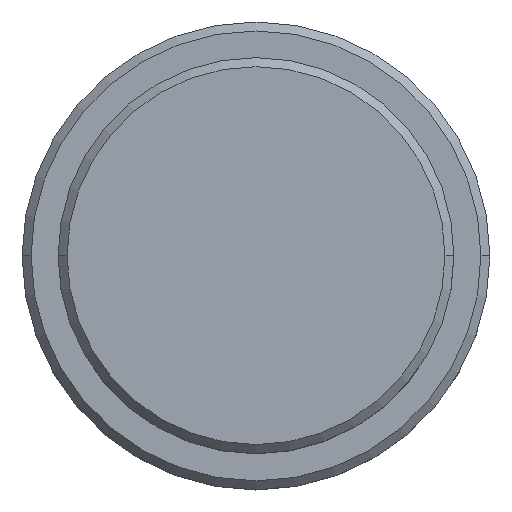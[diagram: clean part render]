
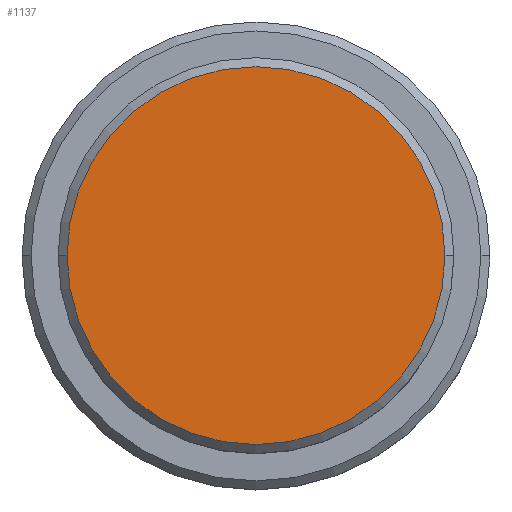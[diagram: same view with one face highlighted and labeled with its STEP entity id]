
A CAD part, top view. The second image highlights one B-rep face of the part: STEP entity #1137.
In plain terms, the highlighted planar face has unit normal (0, 0, 1).
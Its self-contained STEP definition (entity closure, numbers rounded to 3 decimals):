
#4 = DIRECTION ( 'NONE',  ( 0., 0., 1. ) ) ;
#72 = CARTESIAN_POINT ( 'NONE',  ( 10.5, 0., 0. ) ) ;
#142 = ORIENTED_EDGE ( 'NONE', *, *, #1001, .T. ) ;
#197 = CIRCLE ( 'NONE', #425, 10.5 ) ;
#270 = EDGE_LOOP ( 'NONE', ( #142, #543 ) ) ;
#304 = CIRCLE ( 'NONE', #1287, 10.5 ) ;
#391 = CARTESIAN_POINT ( 'NONE',  ( 0., 0., 0. ) ) ;
#425 = AXIS2_PLACEMENT_3D ( 'NONE', #823, #1046, #500 ) ;
#500 = DIRECTION ( 'NONE',  ( 1., 0., 0. ) ) ;
#543 = ORIENTED_EDGE ( 'NONE', *, *, #644, .T. ) ;
#547 = CARTESIAN_POINT ( 'NONE',  ( 0., 0., 0. ) ) ;
#609 = PLANE ( 'NONE',  #760 ) ;
#637 = VERTEX_POINT ( 'NONE', #72 ) ;
#644 = EDGE_CURVE ( 'NONE', #637, #1413, #197, .T. ) ;
#760 = AXIS2_PLACEMENT_3D ( 'NONE', #391, #951, #1262 ) ;
#823 = CARTESIAN_POINT ( 'NONE',  ( 0., 0., 0. ) ) ;
#921 = FACE_OUTER_BOUND ( 'NONE', #270, .T. ) ;
#951 = DIRECTION ( 'NONE',  ( 0., 0., 1. ) ) ;
#1001 = EDGE_CURVE ( 'NONE', #1413, #637, #304, .T. ) ;
#1046 = DIRECTION ( 'NONE',  ( 0., 0., 1. ) ) ;
#1137 = ADVANCED_FACE ( 'NONE', ( #921 ), #609, .T. ) ;
#1234 = CARTESIAN_POINT ( 'NONE',  ( -10.5, 0., 0. ) ) ;
#1243 = DIRECTION ( 'NONE',  ( 1., 0., 0. ) ) ;
#1262 = DIRECTION ( 'NONE',  ( 1., 0., 0. ) ) ;
#1287 = AXIS2_PLACEMENT_3D ( 'NONE', #547, #4, #1243 ) ;
#1413 = VERTEX_POINT ( 'NONE', #1234 ) ;
